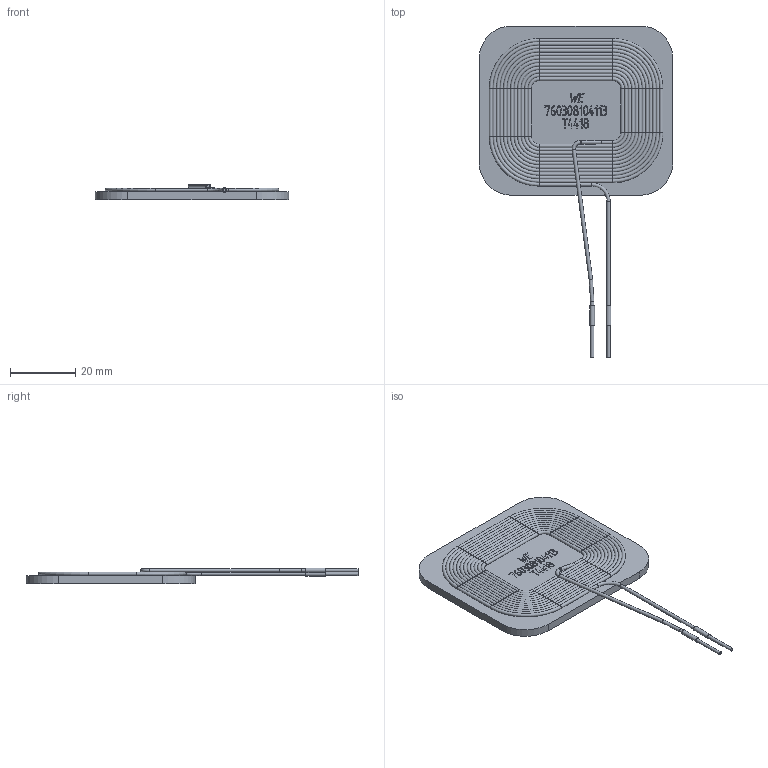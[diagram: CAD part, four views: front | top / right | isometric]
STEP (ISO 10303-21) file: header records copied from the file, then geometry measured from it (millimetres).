
FILE_DESCRIPTION( ( 'Unknown' ), '1' );
FILE_NAME( 'WE-UtWPCC_760308104113_1.stp', 'Unknown', ( 'Unknown' ), ( 'Unknown' ), 'PSStep 16.0.42', 'Unknown', ' ' );
FILE_SCHEMA( ( 'AUTOMOTIVE_DESIGN { 1 0 10303 214 1 1 1 1 }' ) );
Length unit declared in the file: millimetre
Products named in the file (3): Assem1; shield_760308104113; turn_760308104113
Assembly tree (2 placements, depth 2):
  Assem1
    shield_760308104113
    turn_760308104113
Bounding box: 59.5 x 102 x 4.9 mm (x, y, z)
Volume: 9009.1 mm3; surface area: 12142.4 mm2
Topology: 2 solids, 2 shells, 305 faces, 708 edges, 438 vertices
Faces by surface type: plane 161, cylinder 61, torus 51, extrusion 31, bspline 1
Full cylindrical faces by diameter (mm): 1 x2, 1.06 x53, 1.4 x2
Entity records: 11489 total; most frequent: CARTESIAN_POINT 3087, ORIENTED_EDGE 1174, DIRECTION 986, EDGE_CURVE 587, EDGE_LOOP 455, VERTEX_POINT 436, FACE_OUTER_BOUND 424, AXIS2_PLACEMENT_3D 398
